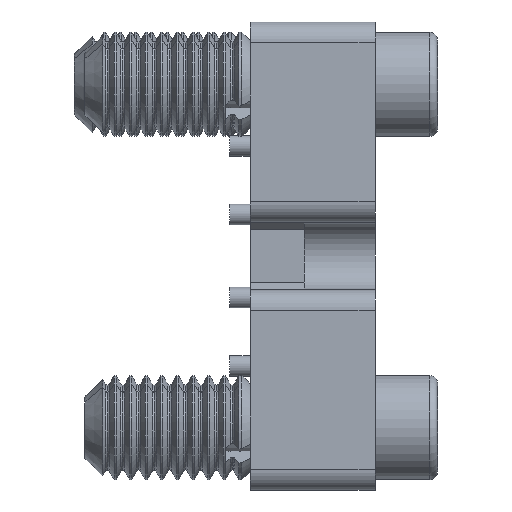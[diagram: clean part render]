
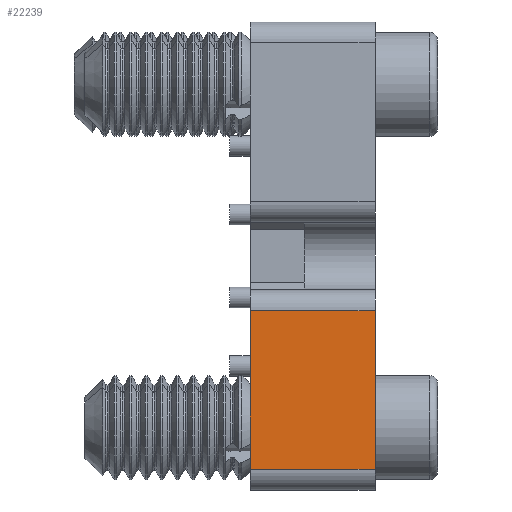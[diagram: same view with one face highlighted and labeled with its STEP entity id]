
A CAD part, left-side view. The second image highlights one B-rep face of the part: STEP entity #22239.
In plain terms, the highlighted planar face has unit normal (-1, 0, 0).
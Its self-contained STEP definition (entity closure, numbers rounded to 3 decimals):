
#1769 = FACE_OUTER_BOUND ( 'NONE', #14530, .T. ) ;
#5291 = AXIS2_PLACEMENT_3D ( 'NONE', #8948, #8956, #8957 ) ;
#6364 = ORIENTED_EDGE ( 'NONE', *, *, #11082, .F. ) ;
#6365 = ORIENTED_EDGE ( 'NONE', *, *, #11081, .T. ) ;
#6367 = ORIENTED_EDGE ( 'NONE', *, *, #11085, .T. ) ;
#6369 = ORIENTED_EDGE ( 'NONE', *, *, #11087, .T. ) ;
#8279 = CARTESIAN_POINT ( 'NONE',  ( -24.421, 6.082, -20.5 ) ) ;
#8296 = CARTESIAN_POINT ( 'NONE',  ( -24.421, 6.082, -5.25 ) ) ;
#8316 = CARTESIAN_POINT ( 'NONE',  ( -24.421, -5.918, -20.5 ) ) ;
#8641 = CARTESIAN_POINT ( 'NONE',  ( -24.421, -5.918, -5.25 ) ) ;
#8948 = CARTESIAN_POINT ( 'NONE',  ( -24.421, 6.082, 0. ) ) ;
#8953 = PLANE ( 'NONE',  #5291 ) ;
#8956 = DIRECTION ( 'NONE',  ( -1., 0., 0. ) ) ;
#8957 = DIRECTION ( 'NONE',  ( 0., 0., 1. ) ) ;
#11081 = EDGE_CURVE ( 'NONE', #21773, #21563, #13387, .T. ) ;
#11082 = EDGE_CURVE ( 'NONE', #21773, #21574, #13379, .T. ) ;
#11085 = EDGE_CURVE ( 'NONE', #21563, #21554, #13394, .T. ) ;
#11087 = EDGE_CURVE ( 'NONE', #21554, #21574, #13397, .T. ) ;
#13379 = LINE ( 'NONE', #16898, #13391 ) ;
#13387 = LINE ( 'NONE', #16892, #13389 ) ;
#13389 = VECTOR ( 'NONE', #16887, 1000. ) ;
#13391 = VECTOR ( 'NONE', #16903, 1000. ) ;
#13394 = LINE ( 'NONE', #16905, #13396 ) ;
#13396 = VECTOR ( 'NONE', #16902, 1000. ) ;
#13397 = LINE ( 'NONE', #16907, #13399 ) ;
#13399 = VECTOR ( 'NONE', #16908, 1000. ) ;
#14530 = EDGE_LOOP ( 'NONE', ( #6364, #6365, #6367, #6369 ) ) ;
#16887 = DIRECTION ( 'NONE',  ( 0., 1., 0. ) ) ;
#16892 = CARTESIAN_POINT ( 'NONE',  ( -24.421, 6.082, -5.25 ) ) ;
#16898 = CARTESIAN_POINT ( 'NONE',  ( -24.421, -5.918, 0. ) ) ;
#16902 = DIRECTION ( 'NONE',  ( 0., 0., -1. ) ) ;
#16903 = DIRECTION ( 'NONE',  ( 0., 0., -1. ) ) ;
#16905 = CARTESIAN_POINT ( 'NONE',  ( -24.421, 6.082, 0. ) ) ;
#16907 = CARTESIAN_POINT ( 'NONE',  ( -24.421, -5.918, -20.5 ) ) ;
#16908 = DIRECTION ( 'NONE',  ( 0., -1., 0. ) ) ;
#21554 = VERTEX_POINT ( 'NONE', #8279 ) ;
#21563 = VERTEX_POINT ( 'NONE', #8296 ) ;
#21574 = VERTEX_POINT ( 'NONE', #8316 ) ;
#21773 = VERTEX_POINT ( 'NONE', #8641 ) ;
#22239 = ADVANCED_FACE ( 'NONE', ( #1769 ), #8953, .T. ) ;
